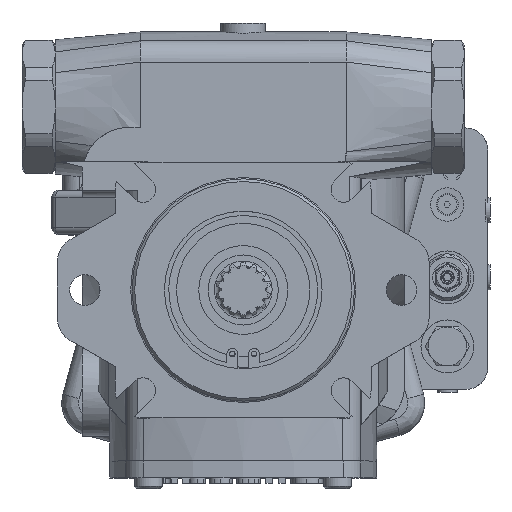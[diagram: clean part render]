
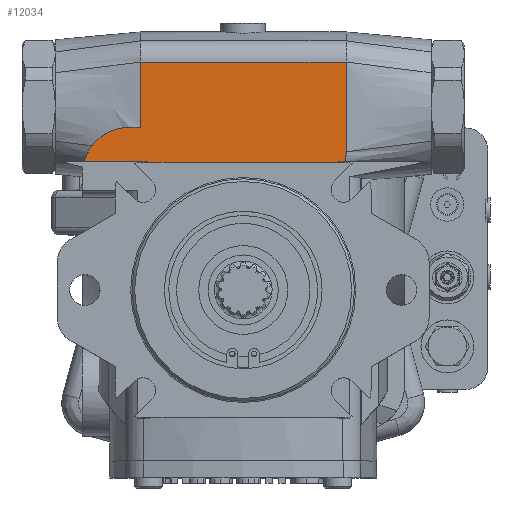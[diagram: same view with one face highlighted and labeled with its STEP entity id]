
A CAD part, top view. The second image highlights one B-rep face of the part: STEP entity #12034.
In plain terms, the highlighted planar face has unit normal (0, 0, -1).
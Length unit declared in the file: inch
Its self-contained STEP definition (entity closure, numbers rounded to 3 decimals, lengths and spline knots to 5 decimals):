
#11919=CARTESIAN_POINT('',(2.43287,3.34827,-1.47));
#11920=DIRECTION('',(0.0,0.0,1.0));
#11921=DIRECTION('',(1.0,0.0,0.0));
#11922=AXIS2_PLACEMENT_3D('',#11919,#11920,#11921);
#11923=PLANE('',#11922);
#11924=CARTESIAN_POINT('',(-2.254,2.894,-1.47));
#11925=VERTEX_POINT('',#11924);
#11926=CARTESIAN_POINT('',(-1.614,2.254,-1.47));
#11927=VERTEX_POINT('',#11926);
#11928=CARTESIAN_POINT('',(-2.254,2.254,-1.47));
#11929=DIRECTION('',(0.0,0.0,-1.0));
#11930=DIRECTION('',(0.0,1.0,0.0));
#11931=AXIS2_PLACEMENT_3D('',#11928,#11929,#11930);
#11932=CIRCLE('',#11931,0.64);
#11933=EDGE_CURVE('',#11925,#11927,#11932,.T.);
#11934=ORIENTED_EDGE('',*,*,#11933,.F.);
#11935=CARTESIAN_POINT('',(-3.57841,2.894,-1.47));
#11936=VERTEX_POINT('',#11935);
#11937=CARTESIAN_POINT('',(-3.57841,2.894,-1.47));
#11938=DIRECTION('',(1.0,0.0,0.0));
#11939=VECTOR('',#11938,1.32441);
#11940=LINE('',#11937,#11939);
#11941=EDGE_CURVE('',#11936,#11925,#11940,.T.);
#11942=ORIENTED_EDGE('',*,*,#11941,.F.);
#11943=CARTESIAN_POINT('',(-2.55065,3.66002,-1.47002));
#11944=VERTEX_POINT('',#11943);
#11945=CARTESIAN_POINT('',(-2.56,2.6,-1.47));
#11946=DIRECTION('',(0.0,0.0,1.0));
#11947=DIRECTION('',(0.0,1.0,0.0));
#11948=AXIS2_PLACEMENT_3D('',#11945,#11946,#11947);
#11949=CIRCLE('',#11948,1.06);
#11950=EDGE_CURVE('',#11944,#11936,#11949,.T.);
#11951=ORIENTED_EDGE('',*,*,#11950,.F.);
#11952=CARTESIAN_POINT('',(-2.315,3.66,-1.47));
#11953=VERTEX_POINT('',#11952);
#11954=CARTESIAN_POINT('',(-2.315,3.66,-1.47));
#11955=DIRECTION('',(-1.0,0.0,0.0));
#11956=VECTOR('',#11955,0.23565);
#11957=LINE('',#11954,#11956);
#11958=EDGE_CURVE('',#11953,#11944,#11957,.T.);
#11959=ORIENTED_EDGE('',*,*,#11958,.F.);
#11960=CARTESIAN_POINT('',(-2.315,5.12889,-1.47));
#11961=VERTEX_POINT('',#11960);
#11962=CARTESIAN_POINT('',(-2.315,5.12889,-1.47));
#11963=DIRECTION('',(0.,-1.,0.));
#11964=VECTOR('',#11963,1.46889);
#11965=LINE('',#11962,#11964);
#11966=EDGE_CURVE('',#11961,#11953,#11965,.T.);
#11967=ORIENTED_EDGE('',*,*,#11966,.F.);
#11968=CARTESIAN_POINT('',(2.315,5.12889,-1.47));
#11969=VERTEX_POINT('',#11968);
#11970=CARTESIAN_POINT('',(2.315,5.12889,-1.47));
#11971=DIRECTION('',(-1.0,0.,0.));
#11972=VECTOR('',#11971,4.63);
#11973=LINE('',#11970,#11972);
#11974=EDGE_CURVE('',#11969,#11961,#11973,.T.);
#11975=ORIENTED_EDGE('',*,*,#11974,.F.);
#11976=CARTESIAN_POINT('',(2.3125,3.11079,-1.46953));
#11977=VERTEX_POINT('',#11976);
#11978=CARTESIAN_POINT('',(2.315,3.11079,-1.47));
#11979=DIRECTION('',(0.,1.0,0.));
#11980=VECTOR('',#11979,2.0181);
#11981=LINE('',#11978,#11980);
#11982=EDGE_CURVE('',#11977,#11969,#11981,.T.);
#11983=ORIENTED_EDGE('',*,*,#11982,.F.);
#11984=CARTESIAN_POINT('',(2.31,2.894,-1.47));
#11985=VERTEX_POINT('',#11984);
#11986=CARTESIAN_POINT('',(2.31,2.894,-1.47));
#11987=DIRECTION('',(0.0,1.0,0.0));
#11988=VECTOR('',#11987,0.21679);
#11989=LINE('',#11986,#11988);
#11990=EDGE_CURVE('',#11985,#11977,#11989,.T.);
#11991=ORIENTED_EDGE('',*,*,#11990,.F.);
#11992=CARTESIAN_POINT('',(2.254,2.894,-1.47));
#11993=VERTEX_POINT('',#11992);
#11994=CARTESIAN_POINT('',(2.254,2.894,-1.47));
#11995=DIRECTION('',(1.0,0.0,0.0));
#11996=VECTOR('',#11995,0.056);
#11997=LINE('',#11994,#11996);
#11998=EDGE_CURVE('',#11993,#11985,#11997,.T.);
#11999=ORIENTED_EDGE('',*,*,#11998,.F.);
#12000=CARTESIAN_POINT('',(1.614,2.254,-1.47));
#12001=VERTEX_POINT('',#12000);
#12002=CARTESIAN_POINT('',(2.254,2.254,-1.47));
#12003=DIRECTION('',(0.0,0.0,-1.0));
#12004=DIRECTION('',(-1.0,0.0,0.0));
#12005=AXIS2_PLACEMENT_3D('',#12002,#12003,#12004);
#12006=CIRCLE('',#12005,0.64);
#12007=EDGE_CURVE('',#12001,#11993,#12006,.T.);
#12008=ORIENTED_EDGE('',*,*,#12007,.F.);
#12009=CARTESIAN_POINT('',(1.614,1.56764,-1.47));
#12010=VERTEX_POINT('',#12009);
#12011=CARTESIAN_POINT('',(1.614,1.56764,-1.47));
#12012=DIRECTION('',(0.0,1.0,0.0));
#12013=VECTOR('',#12012,0.68636);
#12014=LINE('',#12011,#12013);
#12015=EDGE_CURVE('',#12010,#12001,#12014,.T.);
#12016=ORIENTED_EDGE('',*,*,#12015,.F.);
#12017=CARTESIAN_POINT('',(-1.614,1.56764,-1.47));
#12018=VERTEX_POINT('',#12017);
#12019=CARTESIAN_POINT('',(0.0,0.0,-1.47));
#12020=DIRECTION('',(0.0,0.0,-1.0));
#12021=DIRECTION('',(-0.717,0.697,0.0));
#12022=AXIS2_PLACEMENT_3D('',#12019,#12020,#12021);
#12023=CIRCLE('',#12022,2.25);
#12024=EDGE_CURVE('',#12018,#12010,#12023,.T.);
#12025=ORIENTED_EDGE('',*,*,#12024,.F.);
#12026=CARTESIAN_POINT('',(-1.614,2.254,-1.47));
#12027=DIRECTION('',(0.0,-1.0,0.0));
#12028=VECTOR('',#12027,0.68636);
#12029=LINE('',#12026,#12028);
#12030=EDGE_CURVE('',#11927,#12018,#12029,.T.);
#12031=ORIENTED_EDGE('',*,*,#12030,.F.);
#12032=EDGE_LOOP('',(#11934,#11942,#11951,#11959,#11967,#11975,#11983,#11991,#11999,#12008,#12016,#12025,#12031));
#12033=FACE_OUTER_BOUND('',#12032,.T.);
#12034=ADVANCED_FACE('',(#12033),#11923,.F.);
